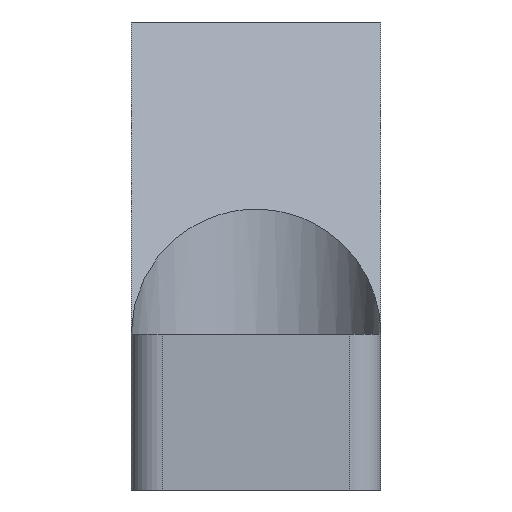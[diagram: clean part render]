
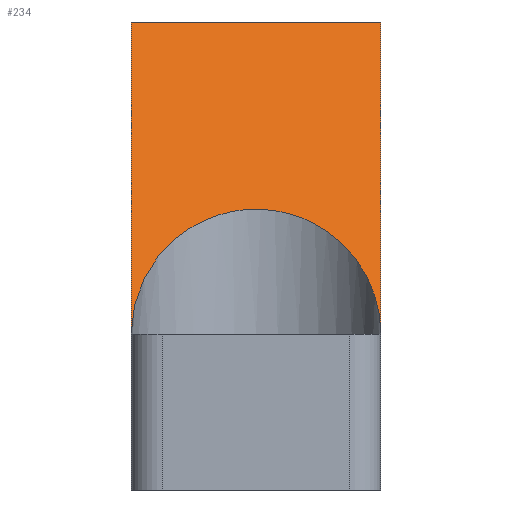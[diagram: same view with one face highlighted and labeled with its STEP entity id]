
A CAD part, left-side view. The second image highlights one B-rep face of the part: STEP entity #234.
In plain terms, the highlighted planar face has unit normal (-0.707, 0, 0.707).
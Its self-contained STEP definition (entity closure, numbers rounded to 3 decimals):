
#15=ELLIPSE('',#266,5.657,4.);
#22=PLANE('',#271);
#35=FACE_OUTER_BOUND('',#50,.T.);
#50=EDGE_LOOP('',(#190,#191,#192,#193));
#68=LINE('',#390,#89);
#69=LINE('',#392,#90);
#70=LINE('',#393,#91);
#89=VECTOR('',#325,10.);
#90=VECTOR('',#326,10.);
#91=VECTOR('',#327,10.);
#115=VERTEX_POINT('',#361);
#116=VERTEX_POINT('',#363);
#123=VERTEX_POINT('',#389);
#124=VERTEX_POINT('',#391);
#144=EDGE_CURVE('',#116,#115,#15,.T.);
#149=EDGE_CURVE('',#115,#123,#68,.T.);
#150=EDGE_CURVE('',#124,#123,#69,.T.);
#151=EDGE_CURVE('',#124,#116,#70,.T.);
#190=ORIENTED_EDGE('',*,*,#144,.T.);
#191=ORIENTED_EDGE('',*,*,#149,.T.);
#192=ORIENTED_EDGE('',*,*,#150,.F.);
#193=ORIENTED_EDGE('',*,*,#151,.T.);
#234=ADVANCED_FACE('',(#35),#22,.T.);
#266=AXIS2_PLACEMENT_3D('',#379,#311,#312);
#271=AXIS2_PLACEMENT_3D('',#388,#323,#324);
#311=DIRECTION('center_axis',(0.707,0.,-0.707));
#312=DIRECTION('ref_axis',(0.707,0.,0.707));
#323=DIRECTION('center_axis',(-0.707,0.,0.707));
#324=DIRECTION('ref_axis',(0.707,0.,0.707));
#325=DIRECTION('',(0.707,0.,0.707));
#326=DIRECTION('',(0.,-1.,0.));
#327=DIRECTION('',(-0.707,0.,-0.707));
#361=CARTESIAN_POINT('',(30.,0.,5.));
#363=CARTESIAN_POINT('',(30.,8.,5.));
#379=CARTESIAN_POINT('Origin',(30.,4.,5.));
#388=CARTESIAN_POINT('Origin',(35.,6.,10.));
#389=CARTESIAN_POINT('',(40.,0.,15.));
#390=CARTESIAN_POINT('',(23.75,0.,-1.25));
#391=CARTESIAN_POINT('',(40.,8.,15.));
#392=CARTESIAN_POINT('',(40.,0.,15.));
#393=CARTESIAN_POINT('',(36.25,8.,11.25));
